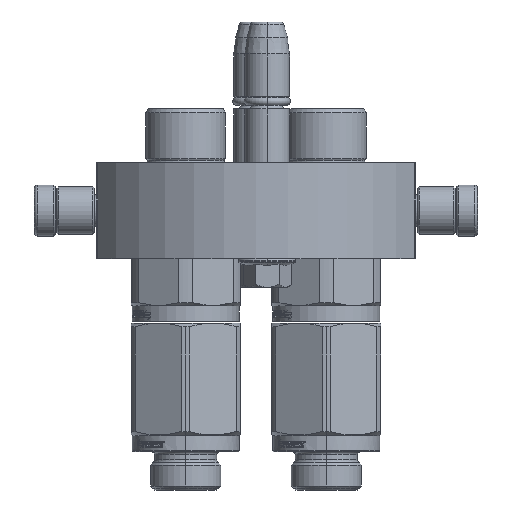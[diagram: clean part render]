
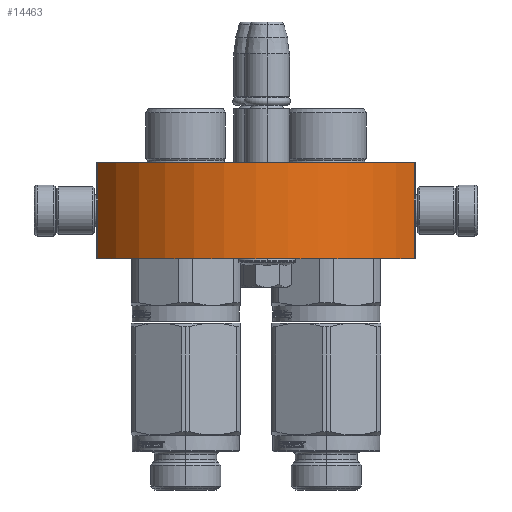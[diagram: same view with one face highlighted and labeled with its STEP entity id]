
A CAD part, left-side view. The second image highlights one B-rep face of the part: STEP entity #14463.
In plain terms, the highlighted cylindrical face has radius 57.25 mm (diameter 114.5 mm), a partial arc.
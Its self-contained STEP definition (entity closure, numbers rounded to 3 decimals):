
#1024 = CARTESIAN_POINT ( 'NONE',  ( 0., 30., 0. ) ) ;
#1896 = ORIENTED_EDGE ( 'NONE', *, *, #47206, .T. ) ;
#2500 = AXIS2_PLACEMENT_3D ( 'NONE', #30083, #53346, #11228 ) ;
#5740 = DIRECTION ( 'NONE',  ( 0., 1., 0. ) ) ;
#5795 = AXIS2_PLACEMENT_3D ( 'NONE', #1024, #5740, #10297 ) ;
#8424 = AXIS2_PLACEMENT_3D ( 'NONE', #38382, #15372, #9944 ) ;
#8837 = CARTESIAN_POINT ( 'NONE',  ( 49.5, 0., -28.763 ) ) ;
#9944 = DIRECTION ( 'NONE',  ( 0.865, 0., -0.502 ) ) ;
#10270 = CYLINDRICAL_SURFACE ( 'NONE', #2500, 57.25 ) ;
#10297 = DIRECTION ( 'NONE',  ( 0.865, 0., -0.502 ) ) ;
#10360 = EDGE_CURVE ( 'NONE', #31075, #58932, #37729, .T. ) ;
#11228 = DIRECTION ( 'NONE',  ( 1., 0., 0. ) ) ;
#13370 = EDGE_LOOP ( 'NONE', ( #35461, #52214, #1896, #43155 ) ) ;
#14463 = ADVANCED_FACE ( 'NONE', ( #51145 ), #10270, .T. ) ;
#15372 = DIRECTION ( 'NONE',  ( 0., 1., 0. ) ) ;
#15662 = VECTOR ( 'NONE', #32600, 1000. ) ;
#25221 = CIRCLE ( 'NONE', #8424, 57.25 ) ;
#30083 = CARTESIAN_POINT ( 'NONE',  ( 0., 0., 0. ) ) ;
#31075 = VERTEX_POINT ( 'NONE', #52166 ) ;
#32600 = DIRECTION ( 'NONE',  ( 0., 1., 0. ) ) ;
#32630 = VERTEX_POINT ( 'NONE', #51348 ) ;
#33637 = CARTESIAN_POINT ( 'NONE',  ( -49.5, 0., -28.763 ) ) ;
#33964 = CARTESIAN_POINT ( 'NONE',  ( -49.5, 30., -28.763 ) ) ;
#35461 = ORIENTED_EDGE ( 'NONE', *, *, #10360, .F. ) ;
#36423 = EDGE_CURVE ( 'NONE', #32630, #31075, #36913, .T. ) ;
#36913 = LINE ( 'NONE', #8837, #60674 ) ;
#37729 = CIRCLE ( 'NONE', #5795, 57.25 ) ;
#38012 = EDGE_CURVE ( 'NONE', #38032, #58932, #43859, .T. ) ;
#38032 = VERTEX_POINT ( 'NONE', #33637 ) ;
#38382 = CARTESIAN_POINT ( 'NONE',  ( 0., 0., 0. ) ) ;
#43056 = CARTESIAN_POINT ( 'NONE',  ( -49.5, 0., -28.763 ) ) ;
#43155 = ORIENTED_EDGE ( 'NONE', *, *, #38012, .T. ) ;
#43859 = LINE ( 'NONE', #43056, #15662 ) ;
#47206 = EDGE_CURVE ( 'NONE', #32630, #38032, #25221, .T. ) ;
#51145 = FACE_OUTER_BOUND ( 'NONE', #13370, .T. ) ;
#51348 = CARTESIAN_POINT ( 'NONE',  ( 49.5, 0., -28.763 ) ) ;
#52166 = CARTESIAN_POINT ( 'NONE',  ( 49.5, 30., -28.763 ) ) ;
#52214 = ORIENTED_EDGE ( 'NONE', *, *, #36423, .F. ) ;
#53346 = DIRECTION ( 'NONE',  ( 0., -1., 0. ) ) ;
#58932 = VERTEX_POINT ( 'NONE', #33964 ) ;
#60674 = VECTOR ( 'NONE', #61188, 1000. ) ;
#61188 = DIRECTION ( 'NONE',  ( 0., 1., 0. ) ) ;
